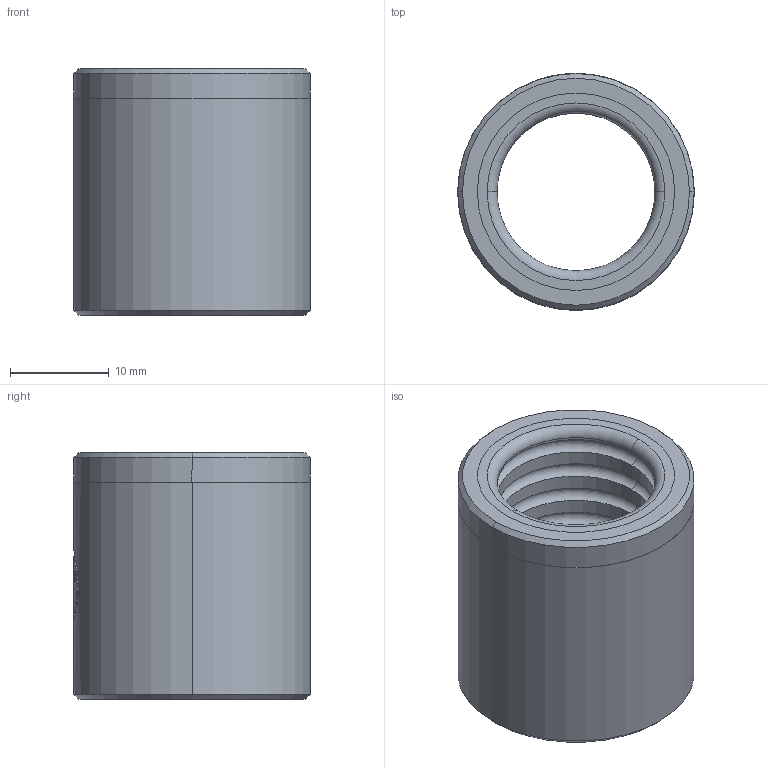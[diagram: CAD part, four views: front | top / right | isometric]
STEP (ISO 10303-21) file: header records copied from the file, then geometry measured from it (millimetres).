
FILE_DESCRIPTION (( 'STEP AP214' ), '1' );
FILE_NAME ('SGCZ-D24-d16-25.STEP', '2021-07-31T06:45:05', ( 'User' ), ( 'china' ), 'SwSTEP 2.0', 'SolidWorks 2016', '' );
FILE_SCHEMA (( 'AUTOMOTIVE_DESIGN' ));
Length unit declared in the file: millimetre
Products named in the file (3): SGCZ-D24-d16-25肣杶; SGCZ-D24-d16-25詩杶; SGCZ-D24-d16-25
Assembly tree (2 placements, depth 2):
  SGCZ-D24-d16-25
    SGCZ-D24-d16-25詩杶
    SGCZ-D24-d16-25肣杶
Bounding box: 24 x 24 x 25 mm (x, y, z)
Volume: 5893.7 mm3; surface area: 7056.9 mm2
Topology: 2 solids, 2 shells, 75 faces, 164 edges, 96 vertices
Faces by surface type: cylinder 38, torus 20, plane 13, cone 4
Entity records: 2414 total; most frequent: CARTESIAN_POINT 646, DIRECTION 384, ORIENTED_EDGE 328, EDGE_CURVE 164, AXIS2_PLACEMENT_3D 164, VERTEX_POINT 96, CIRCLE 84, EDGE_LOOP 82
